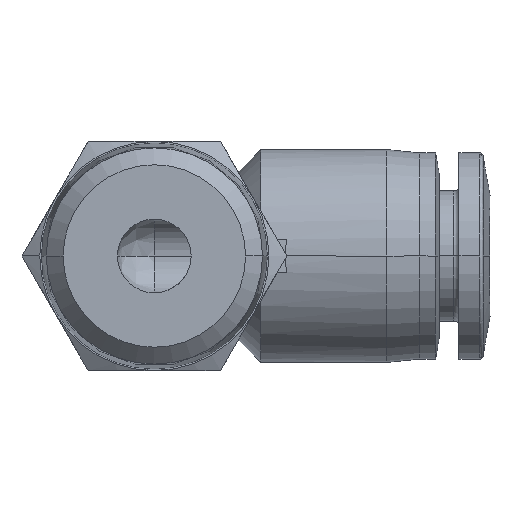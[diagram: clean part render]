
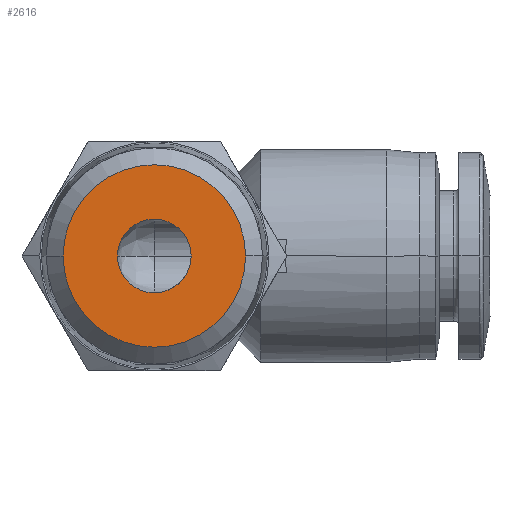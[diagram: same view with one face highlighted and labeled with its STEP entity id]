
A CAD part, front view. The second image highlights one B-rep face of the part: STEP entity #2616.
In plain terms, the highlighted planar face has unit normal (0, -1, 0).
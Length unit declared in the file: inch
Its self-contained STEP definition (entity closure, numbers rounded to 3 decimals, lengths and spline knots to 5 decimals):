
#97 = CARTESIAN_POINT ( 'NONE',  ( 0., -1.1811, 0. ) ) ;
#185 = CIRCLE ( 'NONE', #4174, 0.08858 ) ;
#243 = AXIS2_PLACEMENT_3D ( 'NONE', #2679, #714, #3036 ) ;
#306 = CIRCLE ( 'NONE', #2996, 0.21937 ) ;
#341 = CARTESIAN_POINT ( 'NONE',  ( -0.08858, -1.1811, 0. ) ) ;
#453 = DIRECTION ( 'NONE',  ( -1., 0., 0. ) ) ;
#473 = AXIS2_PLACEMENT_3D ( 'NONE', #1744, #1730, #1714 ) ;
#614 = EDGE_CURVE ( 'NONE', #747, #4397, #185, .T. ) ;
#679 = EDGE_CURVE ( 'NONE', #4397, #747, #4355, .T. ) ;
#714 = DIRECTION ( 'NONE',  ( 0., -1., 0. ) ) ;
#747 = VERTEX_POINT ( 'NONE', #1343 ) ;
#782 = CIRCLE ( 'NONE', #792, 0.21937 ) ;
#792 = AXIS2_PLACEMENT_3D ( 'NONE', #3297, #1287, #3642 ) ;
#1287 = DIRECTION ( 'NONE',  ( 0., -1., 0. ) ) ;
#1343 = CARTESIAN_POINT ( 'NONE',  ( 0.08858, -1.1811, 0. ) ) ;
#1714 = DIRECTION ( 'NONE',  ( -1., 0., 0. ) ) ;
#1730 = DIRECTION ( 'NONE',  ( 0., 1., 0. ) ) ;
#1744 = CARTESIAN_POINT ( 'NONE',  ( 0., -1.1811, 0. ) ) ;
#1779 = VERTEX_POINT ( 'NONE', #2765 ) ;
#1862 = VERTEX_POINT ( 'NONE', #3839 ) ;
#1899 = FACE_BOUND ( 'NONE', #2062, .T. ) ;
#1976 = ORIENTED_EDGE ( 'NONE', *, *, #2399, .T. ) ;
#2062 = EDGE_LOOP ( 'NONE', ( #2065, #3888 ) ) ;
#2065 = ORIENTED_EDGE ( 'NONE', *, *, #679, .T. ) ;
#2399 = EDGE_CURVE ( 'NONE', #1779, #1862, #782, .T. ) ;
#2422 = DIRECTION ( 'NONE',  ( 0., -1., 0. ) ) ;
#2616 = ADVANCED_FACE ( 'NONE', ( #1899, #3595 ), #3369, .T. ) ;
#2679 = CARTESIAN_POINT ( 'NONE',  ( -0.10968, -1.1811, 0. ) ) ;
#2692 = EDGE_CURVE ( 'NONE', #1862, #1779, #306, .T. ) ;
#2765 = CARTESIAN_POINT ( 'NONE',  ( 0.21937, -1.1811, 0. ) ) ;
#2996 = AXIS2_PLACEMENT_3D ( 'NONE', #97, #2422, #453 ) ;
#3036 = DIRECTION ( 'NONE',  ( 0., 0., -1. ) ) ;
#3285 = ORIENTED_EDGE ( 'NONE', *, *, #2692, .T. ) ;
#3297 = CARTESIAN_POINT ( 'NONE',  ( 0., -1.1811, 0. ) ) ;
#3369 = PLANE ( 'NONE',  #243 ) ;
#3595 = FACE_OUTER_BOUND ( 'NONE', #4119, .T. ) ;
#3642 = DIRECTION ( 'NONE',  ( -1., 0., 0. ) ) ;
#3728 = DIRECTION ( 'NONE',  ( -1., 0., 0. ) ) ;
#3750 = DIRECTION ( 'NONE',  ( 0., 1., 0. ) ) ;
#3762 = CARTESIAN_POINT ( 'NONE',  ( 0., -1.1811, 0. ) ) ;
#3839 = CARTESIAN_POINT ( 'NONE',  ( -0.21937, -1.1811, 0. ) ) ;
#3888 = ORIENTED_EDGE ( 'NONE', *, *, #614, .T. ) ;
#4119 = EDGE_LOOP ( 'NONE', ( #3285, #1976 ) ) ;
#4174 = AXIS2_PLACEMENT_3D ( 'NONE', #3762, #3750, #3728 ) ;
#4355 = CIRCLE ( 'NONE', #473, 0.08858 ) ;
#4397 = VERTEX_POINT ( 'NONE', #341 ) ;
